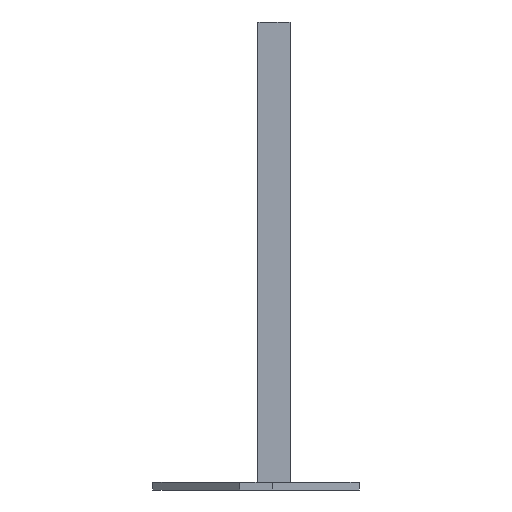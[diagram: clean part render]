
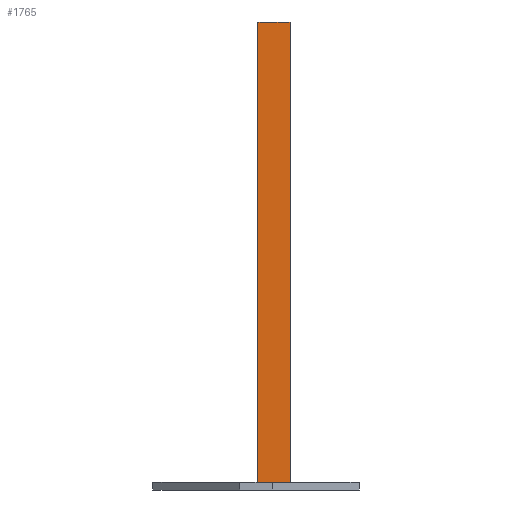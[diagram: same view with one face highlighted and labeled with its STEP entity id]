
A CAD part, left-side view. The second image highlights one B-rep face of the part: STEP entity #1765.
In plain terms, the highlighted face is planar.
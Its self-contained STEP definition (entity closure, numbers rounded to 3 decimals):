
#175 = DIRECTION ( 'NONE',  ( 0., -1., 0. ) ) ;
#367 = EDGE_LOOP ( 'NONE', ( #897, #958, #2264, #505, #2519, #3015, #2242, #2087 ) ) ;
#369 = VERTEX_POINT ( 'NONE', #1026 ) ;
#454 = VERTEX_POINT ( 'NONE', #1279 ) ;
#458 = CARTESIAN_POINT ( 'NONE',  ( 20.5, 4.5, 0. ) ) ;
#505 = ORIENTED_EDGE ( 'NONE', *, *, #935, .F. ) ;
#612 = VECTOR ( 'NONE', #1243, 1000. ) ;
#686 = EDGE_CURVE ( 'NONE', #1227, #454, #1124, .T. ) ;
#861 = LINE ( 'NONE', #458, #1213 ) ;
#897 = ORIENTED_EDGE ( 'NONE', *, *, #3072, .T. ) ;
#935 = EDGE_CURVE ( 'NONE', #2689, #3004, #3104, .T. ) ;
#958 = ORIENTED_EDGE ( 'NONE', *, *, #2464, .T. ) ;
#964 = DIRECTION ( 'NONE',  ( 0., 0., -1. ) ) ;
#979 = EDGE_CURVE ( 'NONE', #1944, #1227, #1639, .T. ) ;
#1026 = CARTESIAN_POINT ( 'NONE',  ( 20.5, 4.5, 0. ) ) ;
#1061 = EDGE_CURVE ( 'NONE', #369, #454, #861, .T. ) ;
#1064 = DIRECTION ( 'NONE',  ( 0., 1., 0. ) ) ;
#1068 = VECTOR ( 'NONE', #1215, 1000. ) ;
#1077 = LINE ( 'NONE', #1549, #2772 ) ;
#1124 = LINE ( 'NONE', #2544, #2788 ) ;
#1152 = VECTOR ( 'NONE', #1329, 1000. ) ;
#1213 = VECTOR ( 'NONE', #175, 1000. ) ;
#1215 = DIRECTION ( 'NONE',  ( 0., 1., 0. ) ) ;
#1227 = VERTEX_POINT ( 'NONE', #2161 ) ;
#1231 = CARTESIAN_POINT ( 'NONE',  ( 20.5, 0., 300. ) ) ;
#1243 = DIRECTION ( 'NONE',  ( 0., -1., 0. ) ) ;
#1279 = CARTESIAN_POINT ( 'NONE',  ( 20.5, 0., 0. ) ) ;
#1329 = DIRECTION ( 'NONE',  ( 0., 1., 0. ) ) ;
#1431 = CARTESIAN_POINT ( 'NONE',  ( 20.5, 21., 0. ) ) ;
#1483 = CARTESIAN_POINT ( 'NONE',  ( 20.5, 4.5, 0. ) ) ;
#1549 = CARTESIAN_POINT ( 'NONE',  ( 20.5, 21., 300. ) ) ;
#1633 = CARTESIAN_POINT ( 'NONE',  ( 20.5, 18.5, 0. ) ) ;
#1639 = LINE ( 'NONE', #1231, #612 ) ;
#1689 = EDGE_CURVE ( 'NONE', #1944, #2689, #2776, .T. ) ;
#1765 = ADVANCED_FACE ( 'NONE', ( #2325 ), #2800, .F. ) ;
#1773 = AXIS2_PLACEMENT_3D ( 'NONE', #2560, #3323, #2012 ) ;
#1795 = VECTOR ( 'NONE', #1964, 1000. ) ;
#1944 = VERTEX_POINT ( 'NONE', #2675 ) ;
#1964 = DIRECTION ( 'NONE',  ( 0., 1., 0. ) ) ;
#1975 = CARTESIAN_POINT ( 'NONE',  ( 20.5, 21., 300. ) ) ;
#2012 = DIRECTION ( 'NONE',  ( 0., 0., 1. ) ) ;
#2087 = ORIENTED_EDGE ( 'NONE', *, *, #1061, .F. ) ;
#2117 = CARTESIAN_POINT ( 'NONE',  ( 20.5, 21., 0. ) ) ;
#2161 = CARTESIAN_POINT ( 'NONE',  ( 20.5, 0., 300. ) ) ;
#2242 = ORIENTED_EDGE ( 'NONE', *, *, #686, .T. ) ;
#2264 = ORIENTED_EDGE ( 'NONE', *, *, #2667, .F. ) ;
#2283 = DIRECTION ( 'NONE',  ( 0., 0., -1. ) ) ;
#2318 = LINE ( 'NONE', #2117, #1152 ) ;
#2325 = FACE_OUTER_BOUND ( 'NONE', #367, .T. ) ;
#2419 = VECTOR ( 'NONE', #1064, 1000. ) ;
#2464 = EDGE_CURVE ( 'NONE', #2901, #3029, #2318, .T. ) ;
#2510 = CARTESIAN_POINT ( 'NONE',  ( 20.5, 4.5, 300. ) ) ;
#2519 = ORIENTED_EDGE ( 'NONE', *, *, #1689, .F. ) ;
#2544 = CARTESIAN_POINT ( 'NONE',  ( 20.5, 0., 300. ) ) ;
#2560 = CARTESIAN_POINT ( 'NONE',  ( 20.5, 4.5, 300. ) ) ;
#2667 = EDGE_CURVE ( 'NONE', #3004, #3029, #1077, .T. ) ;
#2675 = CARTESIAN_POINT ( 'NONE',  ( 20.5, 4.5, 300. ) ) ;
#2689 = VERTEX_POINT ( 'NONE', #2865 ) ;
#2733 = LINE ( 'NONE', #1483, #1068 ) ;
#2772 = VECTOR ( 'NONE', #964, 1000. ) ;
#2776 = LINE ( 'NONE', #2510, #1795 ) ;
#2788 = VECTOR ( 'NONE', #2283, 1000. ) ;
#2800 = PLANE ( 'NONE',  #1773 ) ;
#2865 = CARTESIAN_POINT ( 'NONE',  ( 20.5, 18.5, 300. ) ) ;
#2901 = VERTEX_POINT ( 'NONE', #1633 ) ;
#3004 = VERTEX_POINT ( 'NONE', #1975 ) ;
#3015 = ORIENTED_EDGE ( 'NONE', *, *, #979, .T. ) ;
#3029 = VERTEX_POINT ( 'NONE', #1431 ) ;
#3072 = EDGE_CURVE ( 'NONE', #369, #2901, #2733, .T. ) ;
#3104 = LINE ( 'NONE', #3408, #2419 ) ;
#3323 = DIRECTION ( 'NONE',  ( -1., 0., 0. ) ) ;
#3408 = CARTESIAN_POINT ( 'NONE',  ( 20.5, 4.5, 300. ) ) ;
